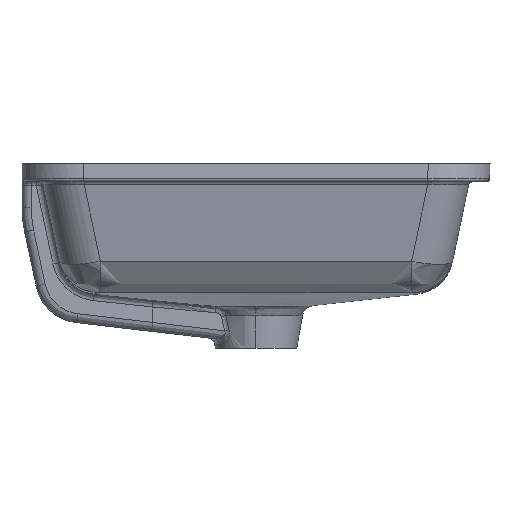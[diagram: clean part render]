
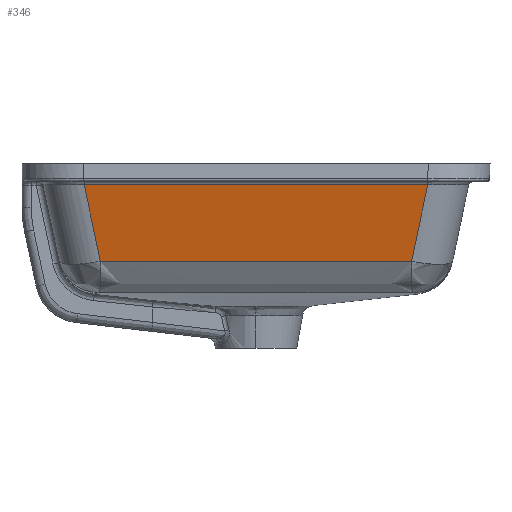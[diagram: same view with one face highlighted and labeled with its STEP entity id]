
A CAD part, left-side view. The second image highlights one B-rep face of the part: STEP entity #346.
In plain terms, the highlighted planar face has unit normal (-0.978, 0, -0.208).
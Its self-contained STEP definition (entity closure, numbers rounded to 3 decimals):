
#346=ADVANCED_FACE('',(#568),#3613,.T.);
#568=FACE_OUTER_BOUND('',#790,.T.);
#790=EDGE_LOOP('',(#1216,#1217,#1218,#1219));
#1216=ORIENTED_EDGE('',*,*,#2180,.F.);
#1217=ORIENTED_EDGE('',*,*,#2181,.F.);
#1218=ORIENTED_EDGE('',*,*,#2182,.F.);
#1219=ORIENTED_EDGE('',*,*,#2179,.F.);
#2179=EDGE_CURVE('',#3271,#3272,#2794,.T.);
#2180=EDGE_CURVE('',#3274,#3271,#2795,.T.);
#2181=EDGE_CURVE('',#3273,#3274,#2796,.T.);
#2182=EDGE_CURVE('',#3272,#3273,#2797,.T.);
#2794=B_SPLINE_CURVE_WITH_KNOTS('',3,(#20156,#20157,#20158,#20159,#20160,
#20161,#20162,#20163,#20164,#20165),.UNSPECIFIED.,.F.,.F.,(4,3,3,4),(-68.473,
-35.782,-4.264,0.),.UNSPECIFIED.);
#2795=B_SPLINE_CURVE_WITH_KNOTS('',1,(#20166,#20167),.UNSPECIFIED.,.F.,
 .F.,(2,2),(-295.191,0.),.UNSPECIFIED.);
#2796=B_SPLINE_CURVE_WITH_KNOTS('',3,(#20168,#20169,#20170,#20171,#20172,
#20173,#20174,#20175,#20176,#20177),.UNSPECIFIED.,.F.,.F.,(4,3,3,4),(-68.461,
-59.72,-28.206,0.),.UNSPECIFIED.);
#2797=B_SPLINE_CURVE_WITH_KNOTS('',3,(#20178,#20179,#20180,#20181,#20182,
#20183,#20184,#20185,#20186,#20187,#20188,#20189,#20190,#20191),
 .UNSPECIFIED.,.F.,.F.,(4,2,2,2,2,2,4),(-267.32,-233.905,
-200.49,-133.66,-66.83,-33.415,
0.),.UNSPECIFIED.);
#3271=VERTEX_POINT('',#19072);
#3272=VERTEX_POINT('',#19073);
#3273=VERTEX_POINT('',#19074);
#3274=VERTEX_POINT('',#19075);
#3613=PLANE('',#3693);
#3693=AXIS2_PLACEMENT_3D('',#9322,#3796,$);
#3796=DIRECTION('',(-0.978,0.,-0.208));
#9322=CARTESIAN_POINT('',(-263.022,185.897,-129.257));
#19072=CARTESIAN_POINT('',(-282.809,-147.383,-36.168));
#19073=CARTESIAN_POINT('',(-268.871,-133.445,-101.743));
#19074=CARTESIAN_POINT('',(-268.873,133.872,-101.732));
#19075=CARTESIAN_POINT('',(-282.809,147.808,-36.168));
#20156=CARTESIAN_POINT('',(-282.809,-147.383,-36.168));
#20157=CARTESIAN_POINT('',(-280.591,-145.165,-46.604));
#20158=CARTESIAN_POINT('',(-278.373,-142.947,-57.04));
#20159=CARTESIAN_POINT('',(-276.154,-140.729,-67.476));
#20160=CARTESIAN_POINT('',(-274.016,-138.59,-77.537));
#20161=CARTESIAN_POINT('',(-271.877,-136.452,-87.598));
#20162=CARTESIAN_POINT('',(-269.739,-134.313,-97.659));
#20163=CARTESIAN_POINT('',(-269.449,-134.024,-99.02));
#20164=CARTESIAN_POINT('',(-269.16,-133.734,-100.382));
#20165=CARTESIAN_POINT('',(-268.871,-133.445,-101.743));
#20166=CARTESIAN_POINT('',(-282.809,147.808,-36.168));
#20167=CARTESIAN_POINT('',(-282.809,-147.383,-36.168));
#20168=CARTESIAN_POINT('',(-268.873,133.872,-101.732));
#20169=CARTESIAN_POINT('',(-269.466,134.465,-98.941));
#20170=CARTESIAN_POINT('',(-270.059,135.059,-96.151));
#20171=CARTESIAN_POINT('',(-270.653,135.652,-93.36));
#20172=CARTESIAN_POINT('',(-272.791,137.79,-83.3));
#20173=CARTESIAN_POINT('',(-274.929,139.928,-73.24));
#20174=CARTESIAN_POINT('',(-277.068,142.067,-63.18));
#20175=CARTESIAN_POINT('',(-278.981,143.981,-54.176));
#20176=CARTESIAN_POINT('',(-280.895,145.894,-45.172));
#20177=CARTESIAN_POINT('',(-282.809,147.808,-36.168));
#20178=CARTESIAN_POINT('',(-268.871,-133.445,-101.743));
#20179=CARTESIAN_POINT('',(-268.84,-122.307,-101.89));
#20180=CARTESIAN_POINT('',(-268.837,-111.169,-101.902));
#20181=CARTESIAN_POINT('',(-268.817,-88.892,-101.996));
#20182=CARTESIAN_POINT('',(-268.808,-77.754,-102.04));
#20183=CARTESIAN_POINT('',(-268.787,-44.339,-102.136));
#20184=CARTESIAN_POINT('',(-268.777,-22.062,-102.185));
#20185=CARTESIAN_POINT('',(-268.778,22.491,-102.18));
#20186=CARTESIAN_POINT('',(-268.784,44.767,-102.15));
#20187=CARTESIAN_POINT('',(-268.807,78.182,-102.043));
#20188=CARTESIAN_POINT('',(-268.815,89.32,-102.004));
#20189=CARTESIAN_POINT('',(-268.837,111.596,-101.902));
#20190=CARTESIAN_POINT('',(-268.844,122.734,-101.87));
#20191=CARTESIAN_POINT('',(-268.873,133.872,-101.732));
